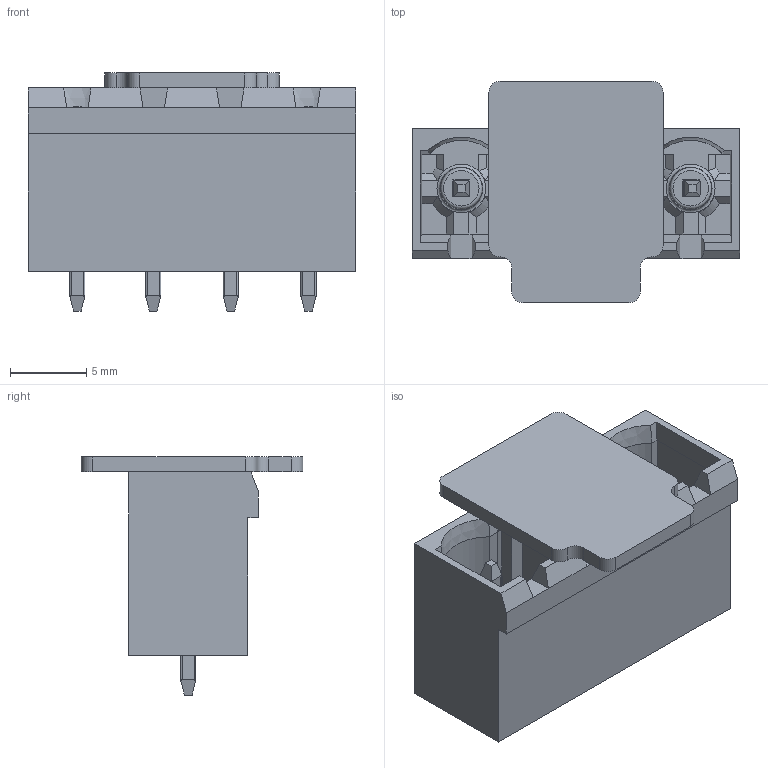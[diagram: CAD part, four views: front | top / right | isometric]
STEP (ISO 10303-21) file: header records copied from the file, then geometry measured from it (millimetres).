
FILE_DESCRIPTION(/* description */ ('Unknown'),/* implementation_level */ '2;1');
FILE_NAME(/* name */ '691701700104B',/* time_stamp */ '2024-01-10T09:40:20+01:00',/* author */ ('Unknown'),/* organization */ ('Unknown'),/* preprocessor_version */ 'ST-DEVELOPER v18.102',/* originating_system */ 'Solid Edge',/* authorisation */ 'Unknown');
FILE_SCHEMA (('AUTOMOTIVE_DESIGN {1 0 10303 214 3 1 1}'));
Length unit declared in the file: millimetre
Products named in the file (4): 6917017001xxB; 691701700104B; 6917015000xxB_Pin; 6917015000xxB_CAP
Assembly tree (6 placements, depth 2):
  6917017001xxB
    691701700104B
    6917015000xxB_Pin  x4
    6917015000xxB_CAP
Bounding box: 21.4 x 14.5 x 15.58 mm (x, y, z)
Volume: 1151.7 mm3; surface area: 2718.8 mm2
Topology: 6 solids, 6 shells, 365 faces, 970 edges, 624 vertices
Faces by surface type: plane 285, cylinder 44, cone 24, torus 8, sphere 4
Entity records: 9462 total; most frequent: CARTESIAN_POINT 1752, ORIENTED_EDGE 1596, DIRECTION 1506, EDGE_CURVE 798, LINE 646, VECTOR 646, VERTEX_POINT 516, AXIS2_PLACEMENT_3D 430
